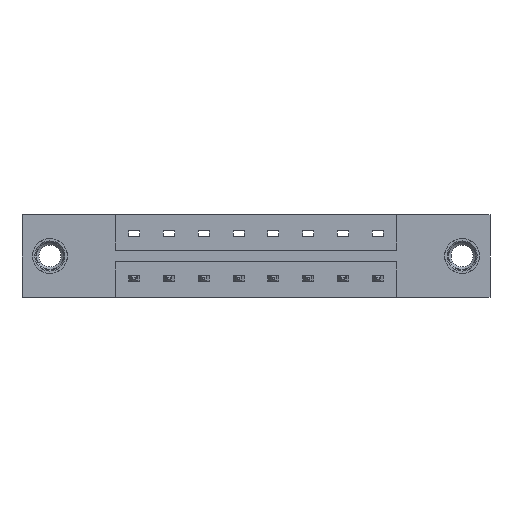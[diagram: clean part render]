
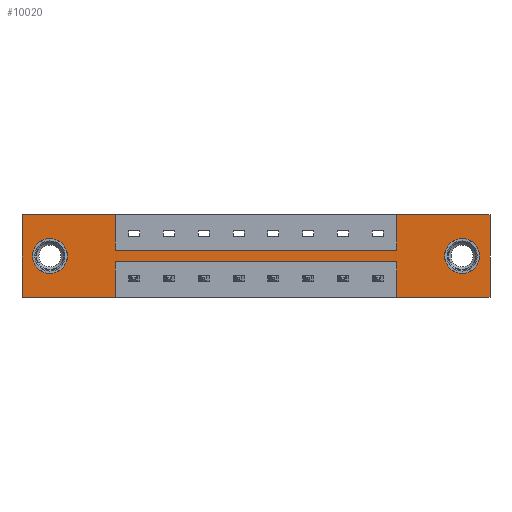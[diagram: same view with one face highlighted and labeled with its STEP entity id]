
A CAD part, front view. The second image highlights one B-rep face of the part: STEP entity #10020.
In plain terms, the highlighted planar face has unit normal (0, -1, 0).
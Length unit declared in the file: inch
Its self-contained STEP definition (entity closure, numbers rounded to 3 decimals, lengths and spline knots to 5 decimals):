
#11 = DIRECTION ( 'NONE',  ( -1., 0., 0. ) ) ;
#104 = EDGE_CURVE ( 'NONE', #2248, #7999, #1682, .T. ) ;
#139 = DIRECTION ( 'NONE',  ( 0., 1., 0. ) ) ;
#170 = VERTEX_POINT ( 'NONE', #10284 ) ;
#202 = EDGE_CURVE ( 'NONE', #635, #2248, #4725, .T. ) ;
#213 = LINE ( 'NONE', #3478, #1791 ) ;
#302 = EDGE_CURVE ( 'NONE', #8875, #1730, #1614, .T. ) ;
#327 = CIRCLE ( 'NONE', #6613, 0.078 ) ;
#329 = CARTESIAN_POINT ( 'NONE',  ( 0.4175, 0., -0.1585 ) ) ;
#375 = DIRECTION ( 'NONE',  ( 0., 0., -1. ) ) ;
#518 = EDGE_CURVE ( 'NONE', #726, #6113, #5765, .T. ) ;
#530 = CARTESIAN_POINT ( 'NONE',  ( 1.971, 0., -0.263 ) ) ;
#635 = VERTEX_POINT ( 'NONE', #329 ) ;
#726 = VERTEX_POINT ( 'NONE', #1468 ) ;
#763 = LINE ( 'NONE', #9634, #931 ) ;
#868 = ORIENTED_EDGE ( 'NONE', *, *, #3138, .T. ) ;
#931 = VECTOR ( 'NONE', #3324, 39.37008 ) ;
#1001 = DIRECTION ( 'NONE',  ( 0., 1., 0. ) ) ;
#1021 = CARTESIAN_POINT ( 'NONE',  ( 0., 0., 0. ) ) ;
#1040 = ORIENTED_EDGE ( 'NONE', *, *, #6132, .T. ) ;
#1066 = EDGE_CURVE ( 'NONE', #6220, #7064, #6006, .T. ) ;
#1101 = VECTOR ( 'NONE', #3378, 39.37008 ) ;
#1274 = VECTOR ( 'NONE', #11, 39.37008 ) ;
#1444 = CARTESIAN_POINT ( 'NONE',  ( 0.125, 0., -0.263 ) ) ;
#1468 = CARTESIAN_POINT ( 'NONE',  ( 1.6785, 0., -0.2115 ) ) ;
#1614 = CIRCLE ( 'NONE', #2293, 0.078 ) ;
#1652 = ORIENTED_EDGE ( 'NONE', *, *, #518, .F. ) ;
#1682 = LINE ( 'NONE', #2569, #1101 ) ;
#1730 = VERTEX_POINT ( 'NONE', #1444 ) ;
#1776 = AXIS2_PLACEMENT_3D ( 'NONE', #3581, #1882, #10043 ) ;
#1791 = VECTOR ( 'NONE', #375, 39.37008 ) ;
#1882 = DIRECTION ( 'NONE',  ( 0., 1., 0. ) ) ;
#1973 = LINE ( 'NONE', #3514, #8433 ) ;
#2188 = EDGE_CURVE ( 'NONE', #8674, #8319, #763, .T. ) ;
#2206 = ORIENTED_EDGE ( 'NONE', *, *, #2730, .F. ) ;
#2248 = VERTEX_POINT ( 'NONE', #4810 ) ;
#2287 = ORIENTED_EDGE ( 'NONE', *, *, #1066, .F. ) ;
#2293 = AXIS2_PLACEMENT_3D ( 'NONE', #6301, #4611, #9591 ) ;
#2339 = ORIENTED_EDGE ( 'NONE', *, *, #5191, .F. ) ;
#2410 = EDGE_CURVE ( 'NONE', #6113, #4388, #213, .T. ) ;
#2428 = DIRECTION ( 'NONE',  ( 0., -1., 0. ) ) ;
#2569 = CARTESIAN_POINT ( 'NONE',  ( 1.6785, 0., -0.1585 ) ) ;
#2635 = CARTESIAN_POINT ( 'NONE',  ( 0.125, 0., -0.107 ) ) ;
#2644 = LINE ( 'NONE', #8421, #5733 ) ;
#2730 = EDGE_CURVE ( 'NONE', #4388, #6220, #9079, .T. ) ;
#2837 = CARTESIAN_POINT ( 'NONE',  ( 1.6785, 0., 0. ) ) ;
#3138 = EDGE_CURVE ( 'NONE', #4180, #170, #7382, .T. ) ;
#3324 = DIRECTION ( 'NONE',  ( 0., 0., -1. ) ) ;
#3378 = DIRECTION ( 'NONE',  ( 0., 0., 1. ) ) ;
#3478 = CARTESIAN_POINT ( 'NONE',  ( 0.4175, 0., -0.2115 ) ) ;
#3514 = CARTESIAN_POINT ( 'NONE',  ( 0., 0., -0.37 ) ) ;
#3581 = CARTESIAN_POINT ( 'NONE',  ( 1.971, 0., -0.185 ) ) ;
#3778 = ORIENTED_EDGE ( 'NONE', *, *, #6707, .F. ) ;
#3810 = CARTESIAN_POINT ( 'NONE',  ( 1.6785, 0., -0.37 ) ) ;
#3867 = ORIENTED_EDGE ( 'NONE', *, *, #5165, .F. ) ;
#3898 = VECTOR ( 'NONE', #4633, 39.37008 ) ;
#3901 = EDGE_LOOP ( 'NONE', ( #2339, #3867, #10186, #8728, #10044, #9225, #7913, #3778, #2287, #2206, #9199, #1652 ) ) ;
#4071 = CARTESIAN_POINT ( 'NONE',  ( 0.4175, 0., -0.2115 ) ) ;
#4180 = VERTEX_POINT ( 'NONE', #530 ) ;
#4195 = CARTESIAN_POINT ( 'NONE',  ( 0.125, 0., -0.185 ) ) ;
#4309 = CARTESIAN_POINT ( 'NONE',  ( 1.6785, 0., -0.2115 ) ) ;
#4388 = VERTEX_POINT ( 'NONE', #5980 ) ;
#4534 = CARTESIAN_POINT ( 'NONE',  ( 0.4175, 0., -0.2115 ) ) ;
#4564 = CARTESIAN_POINT ( 'NONE',  ( 0.4175, 0., -0.1585 ) ) ;
#4611 = DIRECTION ( 'NONE',  ( 0., 1., 0. ) ) ;
#4615 = VERTEX_POINT ( 'NONE', #6488 ) ;
#4633 = DIRECTION ( 'NONE',  ( 1., 0., 0. ) ) ;
#4722 = VECTOR ( 'NONE', #8272, 39.37008 ) ;
#4725 = LINE ( 'NONE', #4564, #10422 ) ;
#4810 = CARTESIAN_POINT ( 'NONE',  ( 1.6785, 0., -0.1585 ) ) ;
#5091 = DIRECTION ( 'NONE',  ( 0., 0., -1. ) ) ;
#5129 = VECTOR ( 'NONE', #9639, 39.37008 ) ;
#5165 = EDGE_CURVE ( 'NONE', #8319, #9152, #1973, .T. ) ;
#5191 = EDGE_CURVE ( 'NONE', #9152, #726, #8378, .T. ) ;
#5214 = DIRECTION ( 'NONE',  ( -1., 0., 0. ) ) ;
#5362 = CARTESIAN_POINT ( 'NONE',  ( 2.096, 0., 0. ) ) ;
#5423 = LINE ( 'NONE', #7787, #3898 ) ;
#5456 = LINE ( 'NONE', #9536, #5129 ) ;
#5559 = EDGE_CURVE ( 'NONE', #7999, #8674, #2644, .T. ) ;
#5618 = FACE_BOUND ( 'NONE', #8649, .T. ) ;
#5733 = VECTOR ( 'NONE', #9269, 39.37008 ) ;
#5765 = LINE ( 'NONE', #4071, #1274 ) ;
#5966 = AXIS2_PLACEMENT_3D ( 'NONE', #7244, #2428, #10496 ) ;
#5980 = CARTESIAN_POINT ( 'NONE',  ( 0.4175, 0., -0.37 ) ) ;
#5987 = CARTESIAN_POINT ( 'NONE',  ( 2.096, 0., -0.37 ) ) ;
#6006 = LINE ( 'NONE', #1021, #6696 ) ;
#6113 = VERTEX_POINT ( 'NONE', #4534 ) ;
#6132 = EDGE_CURVE ( 'NONE', #170, #4180, #6168, .T. ) ;
#6168 = CIRCLE ( 'NONE', #1776, 0.078 ) ;
#6201 = AXIS2_PLACEMENT_3D ( 'NONE', #6574, #139, #5091 ) ;
#6220 = VERTEX_POINT ( 'NONE', #10365 ) ;
#6301 = CARTESIAN_POINT ( 'NONE',  ( 0.125, 0., -0.185 ) ) ;
#6408 = PLANE ( 'NONE',  #5966 ) ;
#6488 = CARTESIAN_POINT ( 'NONE',  ( 0.4175, 0., 0. ) ) ;
#6574 = CARTESIAN_POINT ( 'NONE',  ( 1.971, 0., -0.185 ) ) ;
#6596 = DIRECTION ( 'NONE',  ( 0., 0., 1. ) ) ;
#6613 = AXIS2_PLACEMENT_3D ( 'NONE', #4195, #1001, #9714 ) ;
#6696 = VECTOR ( 'NONE', #6596, 39.37008 ) ;
#6707 = EDGE_CURVE ( 'NONE', #7064, #4615, #5423, .T. ) ;
#7064 = VERTEX_POINT ( 'NONE', #8368 ) ;
#7142 = FACE_BOUND ( 'NONE', #7317, .T. ) ;
#7244 = CARTESIAN_POINT ( 'NONE',  ( 0., 0., -0.37 ) ) ;
#7317 = EDGE_LOOP ( 'NONE', ( #7723, #7944 ) ) ;
#7382 = CIRCLE ( 'NONE', #6201, 0.078 ) ;
#7723 = ORIENTED_EDGE ( 'NONE', *, *, #302, .T. ) ;
#7787 = CARTESIAN_POINT ( 'NONE',  ( 0., 0., 0. ) ) ;
#7893 = FACE_OUTER_BOUND ( 'NONE', #3901, .T. ) ;
#7913 = ORIENTED_EDGE ( 'NONE', *, *, #10448, .F. ) ;
#7944 = ORIENTED_EDGE ( 'NONE', *, *, #8075, .T. ) ;
#7999 = VERTEX_POINT ( 'NONE', #2837 ) ;
#8075 = EDGE_CURVE ( 'NONE', #1730, #8875, #327, .T. ) ;
#8272 = DIRECTION ( 'NONE',  ( 0., 0., 1. ) ) ;
#8319 = VERTEX_POINT ( 'NONE', #5987 ) ;
#8368 = CARTESIAN_POINT ( 'NONE',  ( 0., 0., 0. ) ) ;
#8378 = LINE ( 'NONE', #4309, #4722 ) ;
#8421 = CARTESIAN_POINT ( 'NONE',  ( 0., 0., 0. ) ) ;
#8433 = VECTOR ( 'NONE', #10082, 39.37008 ) ;
#8649 = EDGE_LOOP ( 'NONE', ( #1040, #868 ) ) ;
#8674 = VERTEX_POINT ( 'NONE', #5362 ) ;
#8728 = ORIENTED_EDGE ( 'NONE', *, *, #5559, .F. ) ;
#8875 = VERTEX_POINT ( 'NONE', #2635 ) ;
#9079 = LINE ( 'NONE', #9180, #10093 ) ;
#9152 = VERTEX_POINT ( 'NONE', #3810 ) ;
#9180 = CARTESIAN_POINT ( 'NONE',  ( 0., 0., -0.37 ) ) ;
#9199 = ORIENTED_EDGE ( 'NONE', *, *, #2410, .F. ) ;
#9225 = ORIENTED_EDGE ( 'NONE', *, *, #202, .F. ) ;
#9269 = DIRECTION ( 'NONE',  ( 1., 0., 0. ) ) ;
#9536 = CARTESIAN_POINT ( 'NONE',  ( 0.4175, 0., -0.1585 ) ) ;
#9545 = DIRECTION ( 'NONE',  ( 1., 0., 0. ) ) ;
#9591 = DIRECTION ( 'NONE',  ( 0., 0., 1. ) ) ;
#9634 = CARTESIAN_POINT ( 'NONE',  ( 2.096, 0., 0. ) ) ;
#9639 = DIRECTION ( 'NONE',  ( 0., 0., -1. ) ) ;
#9714 = DIRECTION ( 'NONE',  ( 0., 0., 1. ) ) ;
#10020 = ADVANCED_FACE ( 'NONE', ( #5618, #7142, #7893 ), #6408, .T. ) ;
#10043 = DIRECTION ( 'NONE',  ( 0., 0., -1. ) ) ;
#10044 = ORIENTED_EDGE ( 'NONE', *, *, #104, .F. ) ;
#10082 = DIRECTION ( 'NONE',  ( -1., 0., 0. ) ) ;
#10093 = VECTOR ( 'NONE', #5214, 39.37008 ) ;
#10186 = ORIENTED_EDGE ( 'NONE', *, *, #2188, .F. ) ;
#10284 = CARTESIAN_POINT ( 'NONE',  ( 1.971, 0., -0.107 ) ) ;
#10365 = CARTESIAN_POINT ( 'NONE',  ( 0., 0., -0.37 ) ) ;
#10422 = VECTOR ( 'NONE', #9545, 39.37008 ) ;
#10448 = EDGE_CURVE ( 'NONE', #4615, #635, #5456, .T. ) ;
#10496 = DIRECTION ( 'NONE',  ( 0., 0., -1. ) ) ;
